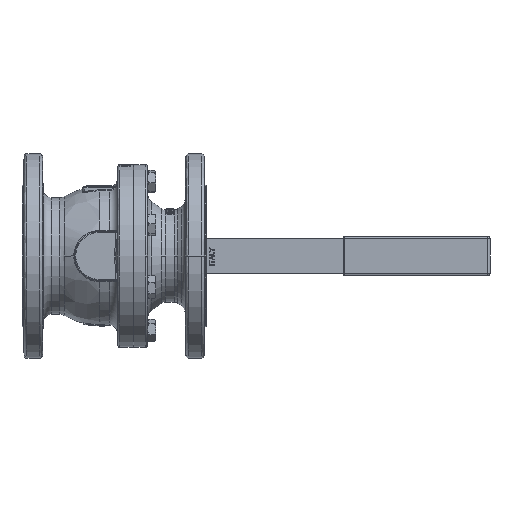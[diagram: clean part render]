
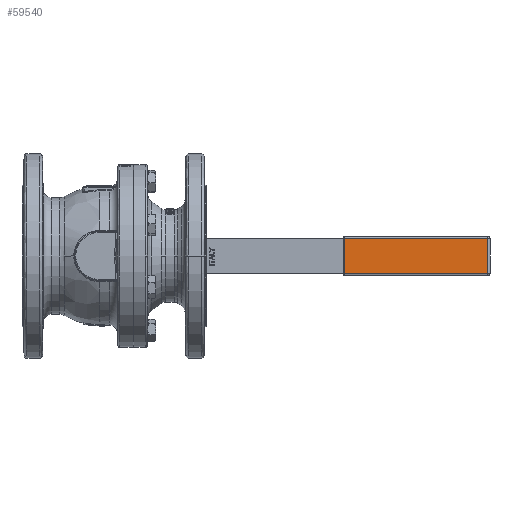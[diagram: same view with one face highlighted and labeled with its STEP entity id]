
A CAD part, front view. The second image highlights one B-rep face of the part: STEP entity #59540.
In plain terms, the highlighted planar face has unit normal (0, -1, 0).
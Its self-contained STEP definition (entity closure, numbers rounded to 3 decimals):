
#737 = EDGE_CURVE ( 'NONE', #95560, #95556, #35356, .T. ) ;
#7727 = EDGE_CURVE ( 'NONE', #95680, #95560, #39077, .T. ) ;
#10022 = EDGE_CURVE ( 'NONE', #95556, #95575, #39775, .T. ) ;
#35353 = DIRECTION ( 'NONE',  ( 0., 0., 1. ) ) ;
#35354 = VECTOR ( 'NONE', #35353, 1000. ) ;
#35355 = CARTESIAN_POINT ( 'NONE',  ( 379.5, 160., 0. ) ) ;
#35356 = LINE ( 'NONE', #35355, #35354 ) ;
#39074 = DIRECTION ( 'NONE',  ( 1., 0., 0. ) ) ;
#39075 = VECTOR ( 'NONE', #39074, 1000. ) ;
#39076 = CARTESIAN_POINT ( 'NONE',  ( 309.5, 160., -17.5 ) ) ;
#39077 = LINE ( 'NONE', #39076, #39075 ) ;
#39772 = DIRECTION ( 'NONE',  ( -1., 0., 0. ) ) ;
#39773 = VECTOR ( 'NONE', #39772, 1000. ) ;
#39774 = CARTESIAN_POINT ( 'NONE',  ( 309.5, 160., 17.5 ) ) ;
#39775 = LINE ( 'NONE', #39774, #39773 ) ;
#55144 = ORIENTED_EDGE ( 'NONE', *, *, #737, .T. ) ;
#55163 = ORIENTED_EDGE ( 'NONE', *, *, #10022, .T. ) ;
#57610 = ORIENTED_EDGE ( 'NONE', *, *, #57812, .T. ) ;
#57812 = EDGE_CURVE ( 'NONE', #95575, #95680, #94093, .T. ) ;
#59229 = EDGE_LOOP ( 'NONE', ( #59345, #55144, #55163, #57610 ) ) ;
#59345 = ORIENTED_EDGE ( 'NONE', *, *, #7727, .T. ) ;
#59540 = ADVANCED_FACE ( 'NONE', ( #94682 ), #94750, .T. ) ;
#94090 = DIRECTION ( 'NONE',  ( 0., 0., -1. ) ) ;
#94091 = VECTOR ( 'NONE', #94090, 1000. ) ;
#94092 = CARTESIAN_POINT ( 'NONE',  ( 239.5, 160., 0. ) ) ;
#94093 = LINE ( 'NONE', #94092, #94091 ) ;
#94682 = FACE_OUTER_BOUND ( 'NONE', #59229, .T. ) ;
#94746 = DIRECTION ( 'NONE',  ( 0., 0., -1. ) ) ;
#94747 = DIRECTION ( 'NONE',  ( 0., -1., 0. ) ) ;
#94748 = CARTESIAN_POINT ( 'NONE',  ( 239.5, 160., 17.5 ) ) ;
#94749 = AXIS2_PLACEMENT_3D ( 'NONE', #94748, #94747, #94746 ) ;
#94750 = PLANE ( 'NONE',  #94749 ) ;
#95556 = VERTEX_POINT ( 'NONE', #102314 ) ;
#95560 = VERTEX_POINT ( 'NONE', #102420 ) ;
#95575 = VERTEX_POINT ( 'NONE', #102499 ) ;
#95680 = VERTEX_POINT ( 'NONE', #103986 ) ;
#102314 = CARTESIAN_POINT ( 'NONE',  ( 379.5, 160., 17.5 ) ) ;
#102420 = CARTESIAN_POINT ( 'NONE',  ( 379.5, 160., -17.5 ) ) ;
#102499 = CARTESIAN_POINT ( 'NONE',  ( 239.5, 160., 17.5 ) ) ;
#103986 = CARTESIAN_POINT ( 'NONE',  ( 239.5, 160., -17.5 ) ) ;
